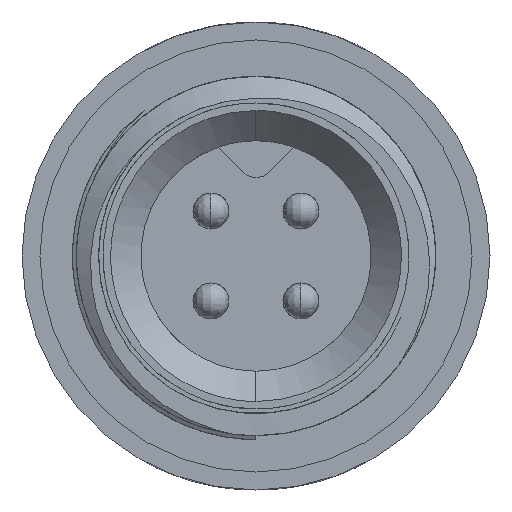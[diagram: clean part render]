
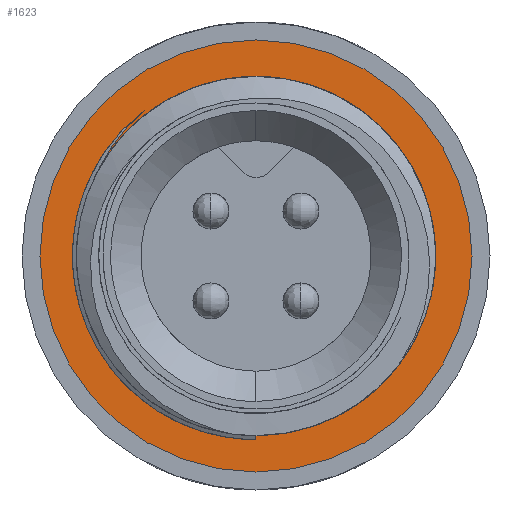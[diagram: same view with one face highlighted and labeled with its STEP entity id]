
A CAD part, left-side view. The second image highlights one B-rep face of the part: STEP entity #1623.
In plain terms, the highlighted planar face has unit normal (-1, 0, 0).
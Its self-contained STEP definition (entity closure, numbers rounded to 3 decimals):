
#21 = CARTESIAN_POINT ( 'NONE',  ( 4.56, 2.362, 0.998 ) ) ;
#24 = EDGE_LOOP ( 'NONE', ( #5867, #4952, #4286, #7396, #4325 ) ) ;
#69 = B_SPLINE_CURVE_WITH_KNOTS ( 'NONE', 3,
 ( #6586, #7909, #3948, #4574, #21, #3921, #7875, #3264, #7217, #2607, #6552, #1957, #5892, #1288, #5215, #637, #4546, #8520, #3894, #7849, #3232, #7184, #2579, #6523 ),
 .UNSPECIFIED., .F., .F.,
 ( 4, 2, 2, 2, 2, 2, 2, 2, 2, 2, 2, 4 ),
 ( 0., 0.001, 0.002, 0.002, 0.002, 0.003, 0.003, 0.004, 0.004, 0.005, 0.006, 0.006 ),
 .UNSPECIFIED. ) ;
#110 = VECTOR ( 'NONE', #3433, 1000. ) ;
#170 = AXIS2_PLACEMENT_3D ( 'NONE', #774, #5376, #1440 ) ;
#623 = EDGE_CURVE ( 'NONE', #5549, #3959, #69, .T. ) ;
#637 = CARTESIAN_POINT ( 'NONE',  ( 4.56, 2.198, -1.299 ) ) ;
#774 = CARTESIAN_POINT ( 'NONE',  ( 4.56, 0., 0. ) ) ;
#818 = AXIS2_PLACEMENT_3D ( 'NONE', #6813, #2851, #7471 ) ;
#893 = CARTESIAN_POINT ( 'NONE',  ( 4.56, 0., -2.495 ) ) ;
#1026 = ORIENTED_EDGE ( 'NONE', *, *, #2494, .F. ) ;
#1054 = VERTEX_POINT ( 'NONE', #5869 ) ;
#1288 = CARTESIAN_POINT ( 'NONE',  ( 4.56, 2.374, -0.941 ) ) ;
#1440 = DIRECTION ( 'NONE',  ( 0., 0., 1. ) ) ;
#1517 = DIRECTION ( 'NONE',  ( 1., 0., 0. ) ) ;
#1558 = DIRECTION ( 'NONE',  ( 1., 0., 0. ) ) ;
#1623 = ADVANCED_FACE ( 'NONE', ( #5815, #7578 ), #3453, .F. ) ;
#1706 = VERTEX_POINT ( 'NONE', #8364 ) ;
#1836 = LINE ( 'NONE', #5382, #110 ) ;
#1957 = CARTESIAN_POINT ( 'NONE',  ( 4.56, 2.49, -0.564 ) ) ;
#2009 = EDGE_CURVE ( 'NONE', #5549, #3564, #2361, .T. ) ;
#2082 = CARTESIAN_POINT ( 'NONE',  ( 4.56, 1.797, 1.79 ) ) ;
#2361 = B_SPLINE_CURVE_WITH_KNOTS ( 'NONE', 3,
 ( #5351, #7882, #2082, #6679, #2721, #7339 ),
 .UNSPECIFIED., .F., .F.,
 ( 4, 2, 4 ),
 ( 0., 0.001, 0.001 ),
 .UNSPECIFIED. ) ;
#2494 = EDGE_CURVE ( 'NONE', #5934, #1706, #7060, .T. ) ;
#2579 = CARTESIAN_POINT ( 'NONE',  ( 4.56, 0.267, -2.55 ) ) ;
#2607 = CARTESIAN_POINT ( 'NONE',  ( 4.56, 2.548, -0.17 ) ) ;
#2721 = CARTESIAN_POINT ( 'NONE',  ( 4.56, 2.098, 1.376 ) ) ;
#2728 = CARTESIAN_POINT ( 'NONE',  ( 4.56, 0., 2.495 ) ) ;
#2851 = DIRECTION ( 'NONE',  ( 1., 0., 0. ) ) ;
#3169 = AXIS2_PLACEMENT_3D ( 'NONE', #893, #1558, #6155 ) ;
#3194 = CARTESIAN_POINT ( 'NONE',  ( 4.56, 0., 0. ) ) ;
#3232 = CARTESIAN_POINT ( 'NONE',  ( 4.56, 1.033, -2.346 ) ) ;
#3255 = ORIENTED_EDGE ( 'NONE', *, *, #5976, .F. ) ;
#3264 = CARTESIAN_POINT ( 'NONE',  ( 4.56, 2.543, 0.226 ) ) ;
#3433 = DIRECTION ( 'NONE',  ( 0., 0., 1. ) ) ;
#3453 = PLANE ( 'NONE',  #3169 ) ;
#3509 = CARTESIAN_POINT ( 'NONE',  ( 4.56, 1.549, 2.025 ) ) ;
#3564 = VERTEX_POINT ( 'NONE', #8258 ) ;
#3670 = CIRCLE ( 'NONE', #170, 2.495 ) ;
#3845 = DIRECTION ( 'NONE',  ( 0., 0., 1. ) ) ;
#3894 = CARTESIAN_POINT ( 'NONE',  ( 4.56, 1.701, -1.918 ) ) ;
#3921 = CARTESIAN_POINT ( 'NONE',  ( 4.56, 2.478, 0.618 ) ) ;
#3948 = CARTESIAN_POINT ( 'NONE',  ( 4.56, 1.943, 1.673 ) ) ;
#3959 = VERTEX_POINT ( 'NONE', #4670 ) ;
#3964 = EDGE_CURVE ( 'NONE', #3959, #1054, #1836, .T. ) ;
#4086 = CARTESIAN_POINT ( 'NONE',  ( 4.56, 0., 3. ) ) ;
#4286 = ORIENTED_EDGE ( 'NONE', *, *, #5067, .F. ) ;
#4325 = ORIENTED_EDGE ( 'NONE', *, *, #3964, .F. ) ;
#4546 = CARTESIAN_POINT ( 'NONE',  ( 4.56, 2.129, -1.41 ) ) ;
#4574 = CARTESIAN_POINT ( 'NONE',  ( 4.56, 2.246, 1.236 ) ) ;
#4670 = CARTESIAN_POINT ( 'NONE',  ( 4.56, 0., -2.55 ) ) ;
#4952 = ORIENTED_EDGE ( 'NONE', *, *, #2009, .T. ) ;
#5067 = EDGE_CURVE ( 'NONE', #5367, #3564, #6373, .T. ) ;
#5185 = AXIS2_PLACEMENT_3D ( 'NONE', #3194, #7808, #3845 ) ;
#5215 = CARTESIAN_POINT ( 'NONE',  ( 4.56, 2.321, -1.064 ) ) ;
#5351 = CARTESIAN_POINT ( 'NONE',  ( 4.56, 1.549, 2.025 ) ) ;
#5367 = VERTEX_POINT ( 'NONE', #2728 ) ;
#5376 = DIRECTION ( 'NONE',  ( -1., 0., 0. ) ) ;
#5382 = CARTESIAN_POINT ( 'NONE',  ( 4.56, 0., -2.495 ) ) ;
#5460 = CARTESIAN_POINT ( 'NONE',  ( 4.56, 0., 0. ) ) ;
#5549 = VERTEX_POINT ( 'NONE', #3509 ) ;
#5815 = FACE_BOUND ( 'NONE', #24, .T. ) ;
#5867 = ORIENTED_EDGE ( 'NONE', *, *, #623, .F. ) ;
#5869 = CARTESIAN_POINT ( 'NONE',  ( 4.56, 0., -2.495 ) ) ;
#5892 = CARTESIAN_POINT ( 'NONE',  ( 4.56, 2.458, -0.691 ) ) ;
#5934 = VERTEX_POINT ( 'NONE', #4086 ) ;
#5976 = EDGE_CURVE ( 'NONE', #1706, #5934, #7589, .T. ) ;
#6116 = DIRECTION ( 'NONE',  ( 0., 0., 1. ) ) ;
#6155 = DIRECTION ( 'NONE',  ( 0., 0., -1. ) ) ;
#6373 = CIRCLE ( 'NONE', #5185, 2.495 ) ;
#6523 = CARTESIAN_POINT ( 'NONE',  ( 4.56, 0., -2.55 ) ) ;
#6552 = CARTESIAN_POINT ( 'NONE',  ( 4.56, 2.535, -0.303 ) ) ;
#6586 = CARTESIAN_POINT ( 'NONE',  ( 4.56, 1.549, 2.025 ) ) ;
#6679 = CARTESIAN_POINT ( 'NONE',  ( 4.56, 2.006, 1.522 ) ) ;
#6813 = CARTESIAN_POINT ( 'NONE',  ( 4.56, 0., 0. ) ) ;
#7060 = CIRCLE ( 'NONE', #818, 3. ) ;
#7184 = CARTESIAN_POINT ( 'NONE',  ( 4.56, 0.532, -2.508 ) ) ;
#7217 = CARTESIAN_POINT ( 'NONE',  ( 4.56, 2.552, 0.094 ) ) ;
#7339 = CARTESIAN_POINT ( 'NONE',  ( 4.56, 2.175, 1.222 ) ) ;
#7396 = ORIENTED_EDGE ( 'NONE', *, *, #8389, .F. ) ;
#7471 = DIRECTION ( 'NONE',  ( 0., 0., 1. ) ) ;
#7578 = FACE_OUTER_BOUND ( 'NONE', #8347, .T. ) ;
#7589 = CIRCLE ( 'NONE', #7693, 3. ) ;
#7693 = AXIS2_PLACEMENT_3D ( 'NONE', #5460, #1517, #6116 ) ;
#7808 = DIRECTION ( 'NONE',  ( -1., 0., 0. ) ) ;
#7849 = CARTESIAN_POINT ( 'NONE',  ( 4.56, 1.274, -2.224 ) ) ;
#7875 = CARTESIAN_POINT ( 'NONE',  ( 4.56, 2.507, 0.487 ) ) ;
#7882 = CARTESIAN_POINT ( 'NONE',  ( 4.56, 1.68, 1.913 ) ) ;
#7909 = CARTESIAN_POINT ( 'NONE',  ( 4.56, 1.761, 1.863 ) ) ;
#8258 = CARTESIAN_POINT ( 'NONE',  ( 4.56, 2.175, 1.222 ) ) ;
#8347 = EDGE_LOOP ( 'NONE', ( #1026, #3255 ) ) ;
#8364 = CARTESIAN_POINT ( 'NONE',  ( 4.56, 0., -3. ) ) ;
#8389 = EDGE_CURVE ( 'NONE', #1054, #5367, #3670, .T. ) ;
#8520 = CARTESIAN_POINT ( 'NONE',  ( 4.56, 1.894, -1.728 ) ) ;
